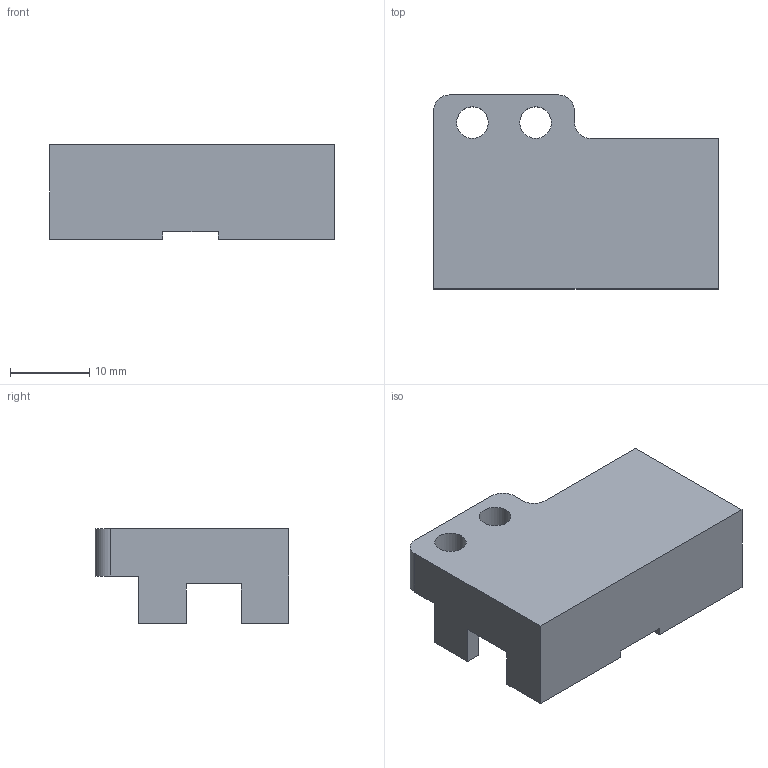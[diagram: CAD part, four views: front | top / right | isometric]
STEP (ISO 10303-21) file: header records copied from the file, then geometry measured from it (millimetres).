
FILE_DESCRIPTION(/* description */ (''),/* implementation_level */ '2;1');
FILE_NAME(/* name */ 'ElectronicHousing.step',/* time_stamp */ '2026-01-01T18:48:01+01:00',/* author */ (''),/* organization */ (''),/* preprocessor_version */ 'ST-DEVELOPER v20.1',/* originating_system */ 'Autodesk Translation Framework v14.21.0.0',/* authorisation */ '');
FILE_SCHEMA (('AUTOMOTIVE_DESIGN { 1 0 10303 214 3 1 1 }'));
Length unit declared in the file: millimetre
Products named in the file (1): ElectronicHousing
Bounding box: 36 x 24.5 x 12 mm (x, y, z)
Volume: 3585.1 mm3; surface area: 3781.5 mm2
Topology: 1 solids, 1 shells, 37 faces, 105 edges, 69 vertices
Faces by surface type: plane 30, cylinder 6, torus 1
Full cylindrical faces by diameter (mm): 2.7 x1, 4 x2
Entity records: 1232 total; most frequent: CARTESIAN_POINT 212, ORIENTED_EDGE 210, DIRECTION 197, EDGE_CURVE 105, LINE 89, VECTOR 89, VERTEX_POINT 69, AXIS2_PLACEMENT_3D 54
